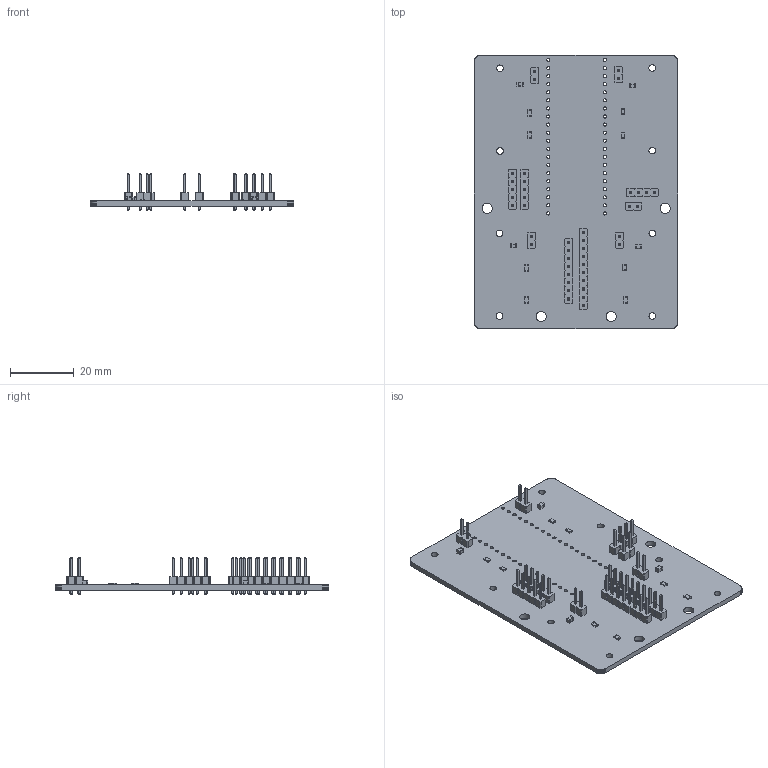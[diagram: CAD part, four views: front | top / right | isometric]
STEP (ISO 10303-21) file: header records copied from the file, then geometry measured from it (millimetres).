
FILE_DESCRIPTION(('KiCad electronic assembly'),'2;1');
FILE_NAME('storper_breakout.step','2023-09-21T09:33:31',('Pcbnew'),( 'Kicad'),'Open CASCADE STEP processor 7.6','KiCad to STEP converter' ,'Unknown');
FILE_SCHEMA(('AUTOMOTIVE_DESIGN { 1 0 10303 214 1 1 1 1 }'));
Length unit declared in the file: millimetre
Products named in the file (16): storper_breakout 1; R_0805_2012Metric; SOLID; PinHeader_1x05_P2.54mm_Vertical; PinHeader_1x02_P2.54mm_Vertical; PinHeader_1x10_P2.54mm_Vertical; C_0805_2012Metric; PinHeader_1x04_P2.54mm_Vertical; PinHeader_1x08_P2.54mm_Vertical; storper_breakout PCB
Assembly tree (30 placements, depth 3):
  storper_breakout 1
    R_0805_2012Metric  x8
      SOLID
    PinHeader_1x05_P2.54mm_Vertical  x2
      SOLID
    PinHeader_1x02_P2.54mm_Vertical  x5
      SOLID
    PinHeader_1x10_P2.54mm_Vertical
      SOLID
    C_0805_2012Metric  x4
      SOLID
    PinHeader_1x04_P2.54mm_Vertical
      SOLID
    PinHeader_1x08_P2.54mm_Vertical
      SOLID
    storper_breakout PCB
Bounding box: 64 x 86 x 11.54 mm (x, y, z)
Volume: 9448.6 mm3; surface area: 14066.6 mm2
Topology: 23 solids, 23 shells, 1596 faces, 4006 edges, 2548 vertices
Faces by surface type: plane 1390, cylinder 206
Full cylindrical faces by diameter (mm): 1 x82, 2.1 x8, 3.2 x4
Entity records: 68992 total; most frequent: CARTESIAN_POINT 11475, DIRECTION 9668, LINE 7134, VECTOR 7134, ORIENTED_EDGE 5060, PCURVE 5060, DEFINITIONAL_REPRESENTATION 5060, EDGE_CURVE 2530
